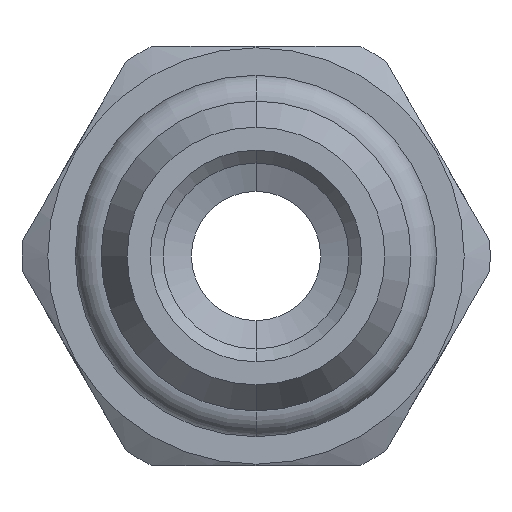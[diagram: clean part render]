
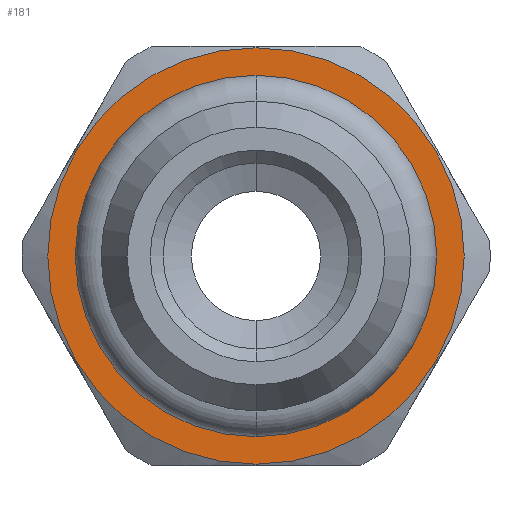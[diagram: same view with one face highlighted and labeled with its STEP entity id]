
A CAD part, front view. The second image highlights one B-rep face of the part: STEP entity #181.
In plain terms, the highlighted planar face has unit normal (0, -1, 0).
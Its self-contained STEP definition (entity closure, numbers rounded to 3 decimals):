
#1 = VERTEX_POINT ( 'NONE', #540 ) ;
#3 = EDGE_CURVE ( 'NONE', #1, #134, #554, .T. ) ;
#65 = VERTEX_POINT ( 'NONE', #648 ) ;
#66 = VERTEX_POINT ( 'NONE', #649 ) ;
#75 = EDGE_CURVE ( 'NONE', #65, #66, #660, .T. ) ;
#134 = VERTEX_POINT ( 'NONE', #1520 ) ;
#181 = ADVANCED_FACE ( 'NONE', ( #1612, #1613 ), #1614, .T. ) ;
#182 = EDGE_LOOP ( 'NONE', ( #183, #184 ) ) ;
#183 = ORIENTED_EDGE ( 'NONE', *, *, #3, .T. ) ;
#184 = ORIENTED_EDGE ( 'NONE', *, *, #350, .T. ) ;
#252 = ORIENTED_EDGE ( 'NONE', *, *, #351, .T. ) ;
#259 = EDGE_LOOP ( 'NONE', ( #252, #265 ) ) ;
#265 = ORIENTED_EDGE ( 'NONE', *, *, #75, .T. ) ;
#350 = EDGE_CURVE ( 'NONE', #134, #1, #1029, .T. ) ;
#351 = EDGE_CURVE ( 'NONE', #66, #65, #976, .T. ) ;
#540 = CARTESIAN_POINT ( 'NONE',  ( 0., 5., -6.45 ) ) ;
#554 = CIRCLE ( 'NONE', #559, 6.45 ) ;
#556 = DIRECTION ( 'NONE',  ( 0., 0., -1. ) ) ;
#557 = DIRECTION ( 'NONE',  ( 0., -1., 0. ) ) ;
#558 = CARTESIAN_POINT ( 'NONE',  ( 0., 5., 0. ) ) ;
#559 = AXIS2_PLACEMENT_3D ( 'NONE', #558, #557, #556 ) ;
#634 = CARTESIAN_POINT ( 'NONE',  ( 0., 5., 0. ) ) ;
#648 = CARTESIAN_POINT ( 'NONE',  ( 0., 5., 5.598 ) ) ;
#649 = CARTESIAN_POINT ( 'NONE',  ( 0., 5., -5.598 ) ) ;
#657 = DIRECTION ( 'NONE',  ( 0., 0., -1. ) ) ;
#658 = DIRECTION ( 'NONE',  ( 0., 1., 0. ) ) ;
#659 = AXIS2_PLACEMENT_3D ( 'NONE', #634, #658, #657 ) ;
#660 = CIRCLE ( 'NONE', #659, 5.598 ) ;
#973 = DIRECTION ( 'NONE',  ( 0., 0., -1. ) ) ;
#974 = DIRECTION ( 'NONE',  ( 0., 1., 0. ) ) ;
#975 = AXIS2_PLACEMENT_3D ( 'NONE', #1030, #974, #973 ) ;
#976 = CIRCLE ( 'NONE', #975, 5.598 ) ;
#1025 = DIRECTION ( 'NONE',  ( 0., 0., -1. ) ) ;
#1026 = DIRECTION ( 'NONE',  ( 0., -1., 0. ) ) ;
#1027 = CARTESIAN_POINT ( 'NONE',  ( 0., 5., 0. ) ) ;
#1028 = AXIS2_PLACEMENT_3D ( 'NONE', #1027, #1026, #1025 ) ;
#1029 = CIRCLE ( 'NONE', #1028, 6.45 ) ;
#1030 = CARTESIAN_POINT ( 'NONE',  ( 0., 5., 0. ) ) ;
#1520 = CARTESIAN_POINT ( 'NONE',  ( 0., 5., 6.45 ) ) ;
#1608 = DIRECTION ( 'NONE',  ( 0., 0., -1. ) ) ;
#1609 = DIRECTION ( 'NONE',  ( 0., -1., 0. ) ) ;
#1610 = CARTESIAN_POINT ( 'NONE',  ( 6.15, 5., 0. ) ) ;
#1611 = AXIS2_PLACEMENT_3D ( 'NONE', #1610, #1609, #1608 ) ;
#1612 = FACE_OUTER_BOUND ( 'NONE', #182, .T. ) ;
#1613 = FACE_BOUND ( 'NONE', #259, .T. ) ;
#1614 = PLANE ( 'NONE',  #1611 ) ;
